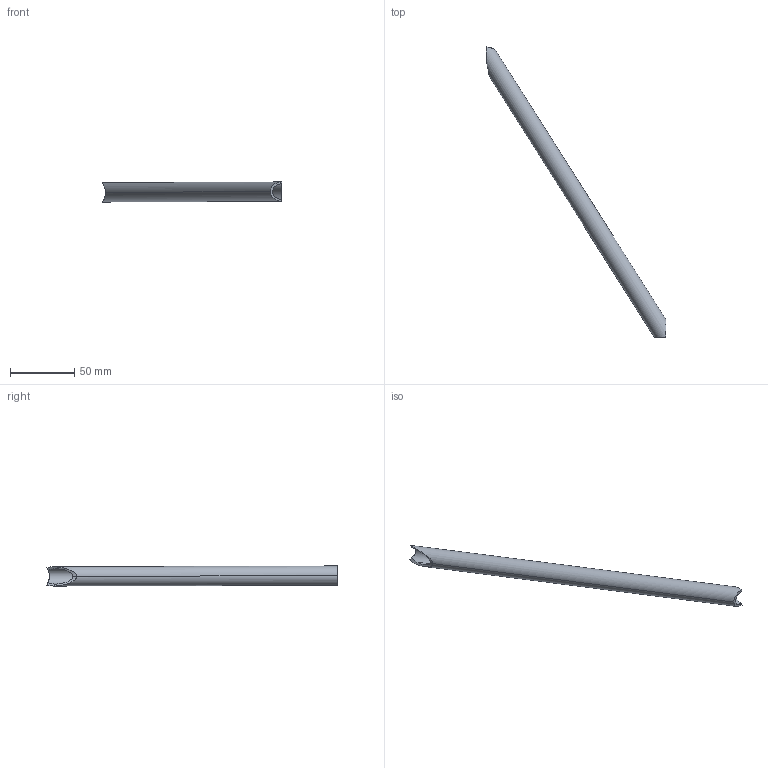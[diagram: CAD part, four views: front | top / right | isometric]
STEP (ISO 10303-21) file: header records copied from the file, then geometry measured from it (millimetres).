
FILE_DESCRIPTION(('STEP AP214'),'1');
FILE_NAME('116.stp','2018-02-08T14:35:35',(' '),(' '),'Spatial InterOp 3D',' ',' ');
FILE_SCHEMA(('automotive_design'));
Length unit declared in the file: metre
Products named in the file (1): Corps1
Bounding box: 140.07 x 226.56 x 15.65 mm (x, y, z)
Volume: 16080 mm3; surface area: 21648.8 mm2
Topology: 1 solids, 1 shells, 10 faces, 33 edges, 23 vertices
Faces by surface type: cylinder 8, plane 2
Entity records: 987 total; most frequent: CARTESIAN_POINT 595, ORIENTED_EDGE 66, DIRECTION 56, EDGE_CURVE 33, AXIS2_PLACEMENT_3D 24, VERTEX_POINT 23, ELLIPSE 12, B_SPLINE_CURVE_WITH_KNOTS 12
